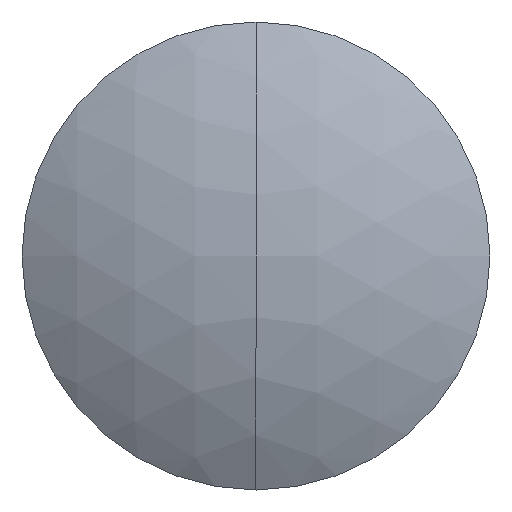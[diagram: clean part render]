
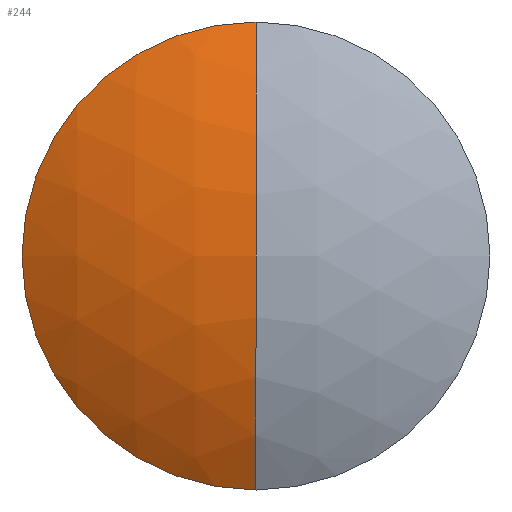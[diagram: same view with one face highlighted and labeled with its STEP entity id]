
A CAD part, left-side view. The second image highlights one B-rep face of the part: STEP entity #244.
In plain terms, the highlighted spherical face has radius 29.38 mm.
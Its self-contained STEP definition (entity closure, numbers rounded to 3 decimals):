
#13 = ORIENTED_EDGE ( 'NONE', *, *, #81, .T. ) ;
#34 = AXIS2_PLACEMENT_3D ( 'NONE', #73, #176, #180 ) ;
#53 = CIRCLE ( 'NONE', #342, 15. ) ;
#56 = DIRECTION ( 'NONE',  ( 0., -1., 0. ) ) ;
#57 = AXIS2_PLACEMENT_3D ( 'NONE', #132, #232, #277 ) ;
#59 = CARTESIAN_POINT ( 'NONE',  ( 96.591, 0., 15. ) ) ;
#73 = CARTESIAN_POINT ( 'NONE',  ( 121.853, 0., 0. ) ) ;
#81 = EDGE_CURVE ( 'NONE', #179, #341, #53, .T. ) ;
#95 = ORIENTED_EDGE ( 'NONE', *, *, #279, .T. ) ;
#103 = EDGE_CURVE ( 'NONE', #179, #119, #268, .T. ) ;
#106 = DIRECTION ( 'NONE',  ( -1., 0., 0. ) ) ;
#110 = CARTESIAN_POINT ( 'NONE',  ( 96.591, 0., -15. ) ) ;
#119 = VERTEX_POINT ( 'NONE', #214 ) ;
#132 = CARTESIAN_POINT ( 'NONE',  ( 121.853, 0., 0. ) ) ;
#152 = ORIENTED_EDGE ( 'NONE', *, *, #103, .F. ) ;
#170 = DIRECTION ( 'NONE',  ( 0., 0., -1. ) ) ;
#176 = DIRECTION ( 'NONE',  ( 0., 1., 0. ) ) ;
#179 = VERTEX_POINT ( 'NONE', #59 ) ;
#180 = DIRECTION ( 'NONE',  ( 0., 0., 1. ) ) ;
#200 = DIRECTION ( 'NONE',  ( 0., 0., 1. ) ) ;
#214 = CARTESIAN_POINT ( 'NONE',  ( 92.473, 0., 0. ) ) ;
#232 = DIRECTION ( 'NONE',  ( 0., 1., 0. ) ) ;
#244 = ADVANCED_FACE ( 'NONE', ( #314 ), #329, .T. ) ;
#264 = CARTESIAN_POINT ( 'NONE',  ( 121.853, 0., 0. ) ) ;
#268 = CIRCLE ( 'NONE', #295, 29.38 ) ;
#274 = CIRCLE ( 'NONE', #57, 29.38 ) ;
#277 = DIRECTION ( 'NONE',  ( 0., 0., 1. ) ) ;
#279 = EDGE_CURVE ( 'NONE', #341, #119, #274, .T. ) ;
#295 = AXIS2_PLACEMENT_3D ( 'NONE', #264, #56, #170 ) ;
#314 = FACE_OUTER_BOUND ( 'NONE', #321, .T. ) ;
#315 = CARTESIAN_POINT ( 'NONE',  ( 96.591, 0., 0. ) ) ;
#321 = EDGE_LOOP ( 'NONE', ( #13, #95, #152 ) ) ;
#329 = SPHERICAL_SURFACE ( 'NONE', #34, 29.38 ) ;
#341 = VERTEX_POINT ( 'NONE', #110 ) ;
#342 = AXIS2_PLACEMENT_3D ( 'NONE', #315, #106, #200 ) ;
